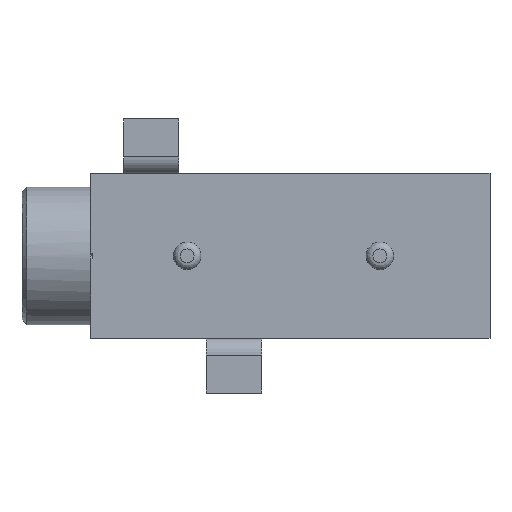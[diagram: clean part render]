
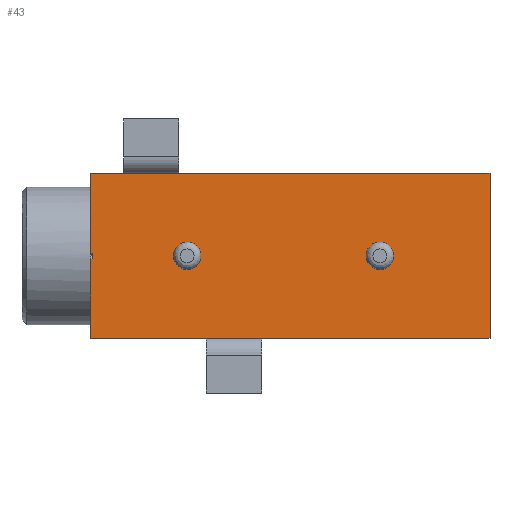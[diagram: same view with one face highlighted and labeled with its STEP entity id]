
A CAD part, front view. The second image highlights one B-rep face of the part: STEP entity #43.
In plain terms, the highlighted planar face has unit normal (0, -1, 0).
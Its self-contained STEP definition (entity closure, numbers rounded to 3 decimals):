
#43 = ADVANCED_FACE('',(#44,#110,#121),#132,.F.);
#44 = FACE_BOUND('',#45,.T.);
#45 = EDGE_LOOP('',(#46,#56,#64,#72,#80,#88,#96,#104));
#46 = ORIENTED_EDGE('',*,*,#47,.T.);
#47 = EDGE_CURVE('',#48,#50,#52,.T.);
#48 = VERTEX_POINT('',#49);
#49 = CARTESIAN_POINT('',(0.,0.,-3.));
#50 = VERTEX_POINT('',#51);
#51 = CARTESIAN_POINT('',(14.5,0.,-3.));
#52 = LINE('',#53,#54);
#53 = CARTESIAN_POINT('',(0.,0.,-3.));
#54 = VECTOR('',#55,1.);
#55 = DIRECTION('',(1.,0.,0.));
#56 = ORIENTED_EDGE('',*,*,#57,.F.);
#57 = EDGE_CURVE('',#58,#50,#60,.T.);
#58 = VERTEX_POINT('',#59);
#59 = CARTESIAN_POINT('',(14.5,0.,3.));
#60 = LINE('',#61,#62);
#61 = CARTESIAN_POINT('',(14.5,0.,3.));
#62 = VECTOR('',#63,1.);
#63 = DIRECTION('',(0.,0.,-1.));
#64 = ORIENTED_EDGE('',*,*,#65,.F.);
#65 = EDGE_CURVE('',#66,#58,#68,.T.);
#66 = VERTEX_POINT('',#67);
#67 = CARTESIAN_POINT('',(0.,0.,3.));
#68 = LINE('',#69,#70);
#69 = CARTESIAN_POINT('',(0.,0.,3.));
#70 = VECTOR('',#71,1.);
#71 = DIRECTION('',(1.,0.,0.));
#72 = ORIENTED_EDGE('',*,*,#73,.T.);
#73 = EDGE_CURVE('',#66,#74,#76,.T.);
#74 = VERTEX_POINT('',#75);
#75 = CARTESIAN_POINT('',(0.,0.,0.1));
#76 = LINE('',#77,#78);
#77 = CARTESIAN_POINT('',(0.,0.,3.));
#78 = VECTOR('',#79,1.);
#79 = DIRECTION('',(0.,0.,-1.));
#80 = ORIENTED_EDGE('',*,*,#81,.F.);
#81 = EDGE_CURVE('',#82,#74,#84,.T.);
#82 = VERTEX_POINT('',#83);
#83 = CARTESIAN_POINT('',(0.05,0.,0.1));
#84 = LINE('',#85,#86);
#85 = CARTESIAN_POINT('',(0.05,0.,0.1));
#86 = VECTOR('',#87,1.);
#87 = DIRECTION('',(-1.,0.,0.));
#88 = ORIENTED_EDGE('',*,*,#89,.F.);
#89 = EDGE_CURVE('',#90,#82,#92,.T.);
#90 = VERTEX_POINT('',#91);
#91 = CARTESIAN_POINT('',(0.05,0.,-0.1));
#92 = LINE('',#93,#94);
#93 = CARTESIAN_POINT('',(0.05,0.,0.1));
#94 = VECTOR('',#95,1.);
#95 = DIRECTION('',(0.,0.,1.));
#96 = ORIENTED_EDGE('',*,*,#97,.T.);
#97 = EDGE_CURVE('',#90,#98,#100,.T.);
#98 = VERTEX_POINT('',#99);
#99 = CARTESIAN_POINT('',(0.,0.,-0.1));
#100 = LINE('',#101,#102);
#101 = CARTESIAN_POINT('',(0.05,0.,-0.1));
#102 = VECTOR('',#103,1.);
#103 = DIRECTION('',(-1.,0.,0.));
#104 = ORIENTED_EDGE('',*,*,#105,.T.);
#105 = EDGE_CURVE('',#98,#48,#106,.T.);
#106 = LINE('',#107,#108);
#107 = CARTESIAN_POINT('',(0.,0.,3.));
#108 = VECTOR('',#109,1.);
#109 = DIRECTION('',(0.,0.,-1.));
#110 = FACE_BOUND('',#111,.T.);
#111 = EDGE_LOOP('',(#112));
#112 = ORIENTED_EDGE('',*,*,#113,.F.);
#113 = EDGE_CURVE('',#114,#114,#116,.T.);
#114 = VERTEX_POINT('',#115);
#115 = CARTESIAN_POINT('',(3.5,0.,-0.5));
#116 = CIRCLE('',#117,0.5);
#117 = AXIS2_PLACEMENT_3D('',#118,#119,#120);
#118 = CARTESIAN_POINT('',(3.5,0.,0.));
#119 = DIRECTION('',(0.,-1.,0.));
#120 = DIRECTION('',(0.,0.,1.));
#121 = FACE_BOUND('',#122,.T.);
#122 = EDGE_LOOP('',(#123));
#123 = ORIENTED_EDGE('',*,*,#124,.F.);
#124 = EDGE_CURVE('',#125,#125,#127,.T.);
#125 = VERTEX_POINT('',#126);
#126 = CARTESIAN_POINT('',(10.5,0.,-0.5));
#127 = CIRCLE('',#128,0.5);
#128 = AXIS2_PLACEMENT_3D('',#129,#130,#131);
#129 = CARTESIAN_POINT('',(10.5,0.,0.));
#130 = DIRECTION('',(0.,-1.,0.));
#131 = DIRECTION('',(0.,0.,1.));
#132 = PLANE('',#133);
#133 = AXIS2_PLACEMENT_3D('',#134,#135,#136);
#134 = CARTESIAN_POINT('',(0.,0.,3.));
#135 = DIRECTION('',(0.,1.,0.));
#136 = DIRECTION('',(1.,0.,0.));
